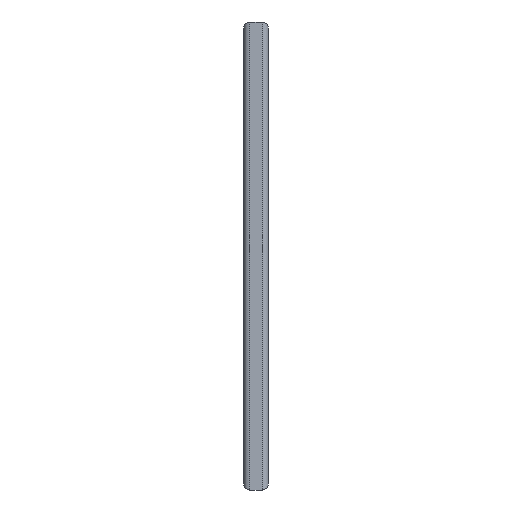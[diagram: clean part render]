
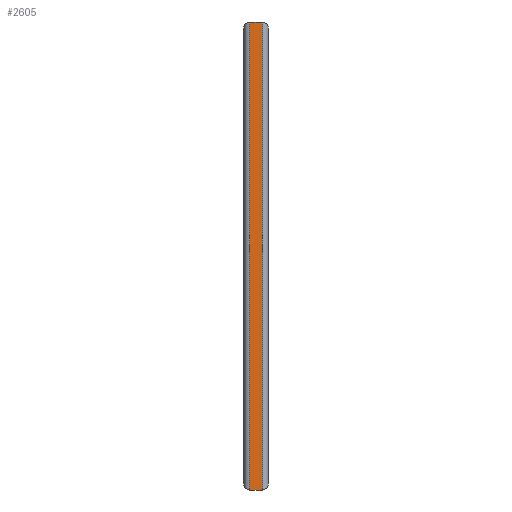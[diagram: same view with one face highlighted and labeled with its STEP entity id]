
A CAD part, left-side view. The second image highlights one B-rep face of the part: STEP entity #2605.
In plain terms, the highlighted planar face has unit normal (-1, 0, 0).
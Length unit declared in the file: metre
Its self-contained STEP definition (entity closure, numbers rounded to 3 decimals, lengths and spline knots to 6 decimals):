
#249=ORIENTED_EDGE('',*,*,#984,.F.);
#250=ORIENTED_EDGE('',*,*,#986,.T.);
#251=ORIENTED_EDGE('',*,*,#987,.T.);
#252=ORIENTED_EDGE('',*,*,#988,.T.);
#984=EDGE_CURVE('',#1355,#1356,#1610,.T.);
#986=EDGE_CURVE('',#1355,#1357,#1612,.T.);
#987=EDGE_CURVE('',#1357,#1358,#1613,.T.);
#988=EDGE_CURVE('',#1358,#1356,#1614,.F.);
#1355=VERTEX_POINT('',#3921);
#1356=VERTEX_POINT('',#3923);
#1357=VERTEX_POINT('',#3927);
#1358=VERTEX_POINT('',#3929);
#1610=LINE('',#3922,#1976);
#1612=LINE('',#3926,#1978);
#1613=LINE('',#3928,#1979);
#1614=LINE('',#3930,#1980);
#1976=VECTOR('',#3109,1.);
#1978=VECTOR('',#3113,1.);
#1979=VECTOR('',#3114,1.);
#1980=VECTOR('',#3115,1.);
#2201=EDGE_LOOP('',(#249,#250,#251,#252));
#2351=FACE_BOUND('',#2201,.T.);
#2481=PLANE('',#2766);
#2605=ADVANCED_FACE('',(#2351),#2481,.T.);
#2766=AXIS2_PLACEMENT_3D('',#3925,#3111,#3112);
#3109=DIRECTION('',(0.,-1.,0.));
#3111=DIRECTION('',(-1.,0.,0.));
#3112=DIRECTION('',(0.,0.,1.));
#3113=DIRECTION('',(0.,0.,-1.));
#3114=DIRECTION('',(0.,-1.,0.));
#3115=DIRECTION('',(0.,0.,-1.));
#3921=CARTESIAN_POINT('',(-0.040335,0.013,0.035755));
#3922=CARTESIAN_POINT('',(-0.040335,0.014,0.035755));
#3923=CARTESIAN_POINT('',(-0.040335,0.011,0.035755));
#3925=CARTESIAN_POINT('',(-0.040335,0.014,-0.00236));
#3926=CARTESIAN_POINT('',(-0.040335,0.013,-0.040475));
#3927=CARTESIAN_POINT('',(-0.040335,0.013,-0.040475));
#3928=CARTESIAN_POINT('',(-0.040335,0.014,-0.040475));
#3929=CARTESIAN_POINT('',(-0.040335,0.011,-0.040475));
#3930=CARTESIAN_POINT('',(-0.040335,0.011,-0.00236));
